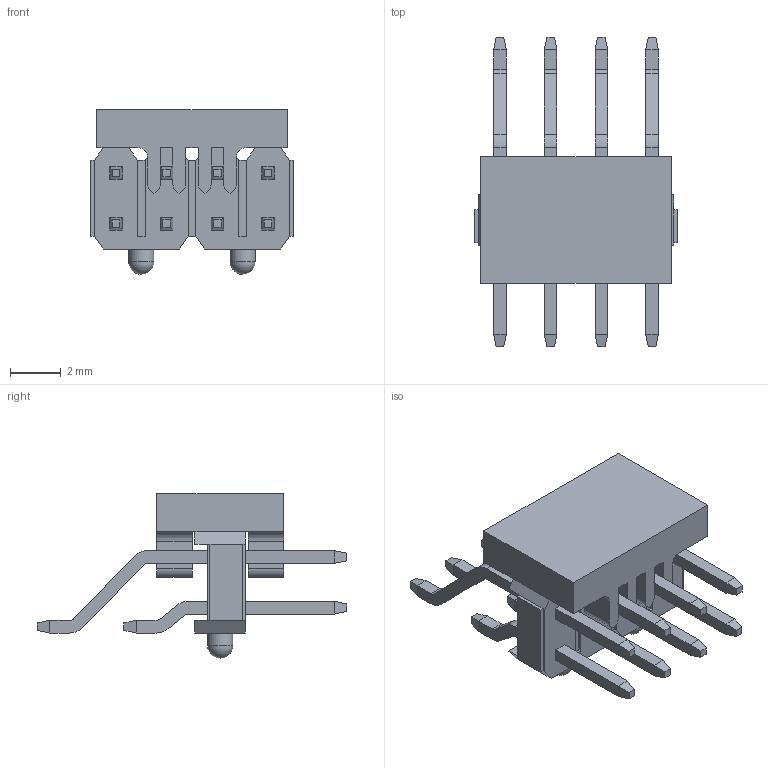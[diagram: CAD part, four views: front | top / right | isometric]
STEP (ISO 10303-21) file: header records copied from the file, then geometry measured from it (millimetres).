
FILE_DESCRIPTION(/* description */ ('Unknown'),/* implementation_level */ '2;1');
FILE_NAME(/* name */ '621308284521',/* time_stamp */ '2017-04-20T10:46:46+02:00',/* author */ ('Unknown'),/* organization */ ('Unknown'),/* preprocessor_version */ 'ST-DEVELOPER v16.7',/* originating_system */ 'DEX',/* authorisation */ $);
FILE_SCHEMA (('AUTOMOTIVE_DESIGN {1 0 10303 214 3 1 1}'));
Length unit declared in the file: millimetre
Products named in the file (5): 6213xx284521; 621008284521; 6210xx284521_PIN COURTE; 6210xx284521_PIN LONGUE; 6213xx284521_Cap
Assembly tree (10 placements, depth 2):
  6213xx284521
    621008284521
    6210xx284521_PIN COURTE  x4
    6210xx284521_PIN LONGUE  x4
    6213xx284521_Cap
Bounding box: 8 x 12.22 x 6.5 mm (x, y, z)
Volume: 133.3 mm3; surface area: 480.9 mm2
Topology: 10 solids, 10 shells, 368 faces, 912 edges, 564 vertices
Faces by surface type: plane 312, cylinder 54, sphere 2
Full cylindrical faces by diameter (mm): 1 x2
Entity records: 7067 total; most frequent: CARTESIAN_POINT 1207, ORIENTED_EDGE 1184, DIRECTION 1146, EDGE_CURVE 592, LINE 532, VECTOR 532, VERTEX_POINT 368, AXIS2_PLACEMENT_3D 307
